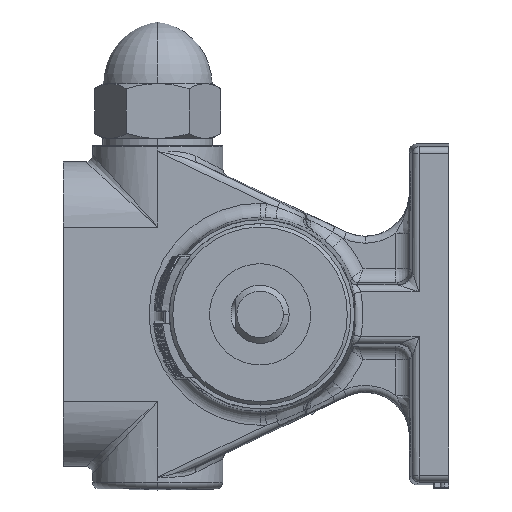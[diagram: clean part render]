
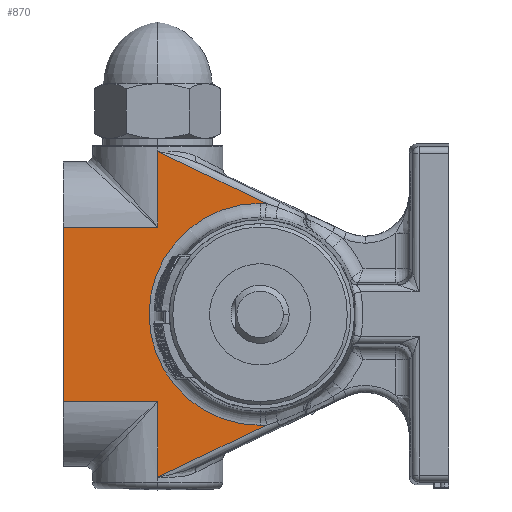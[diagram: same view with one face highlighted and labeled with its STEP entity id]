
A CAD part, left-side view. The second image highlights one B-rep face of the part: STEP entity #870.
In plain terms, the highlighted planar face has unit normal (-1, 0, 0).
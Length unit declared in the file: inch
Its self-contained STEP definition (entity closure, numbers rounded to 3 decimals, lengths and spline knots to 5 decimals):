
#273 = EDGE_CURVE ( 'NONE', #24111, #11643, #13687, .T. ) ;
#326 = DIRECTION ( 'NONE',  ( 0., 0., 1. ) ) ;
#559 = CARTESIAN_POINT ( 'NONE',  ( -1.44, -0.11819, -0.92132 ) ) ;
#870 = ADVANCED_FACE ( 'NONE', ( #7952 ), #15152, .T. ) ;
#1213 = CARTESIAN_POINT ( 'NONE',  ( -1.44, 0.88, -1.46273 ) ) ;
#1236 = CARTESIAN_POINT ( 'NONE',  ( -1.44, 0.89918, 1.40957 ) ) ;
#1758 = EDGE_CURVE ( 'NONE', #17098, #10366, #7545, .T. ) ;
#2216 = ORIENTED_EDGE ( 'NONE', *, *, #273, .T. ) ;
#2362 = VECTOR ( 'NONE', #18200, 39.37008 ) ;
#2488 = EDGE_CURVE ( 'NONE', #27616, #24797, #15150, .T. ) ;
#3536 = EDGE_LOOP ( 'NONE', ( #5806, #9272, #10920, #14394, #12720, #27688, #7473, #2216, #16175, #5935 ) ) ;
#4002 = DIRECTION ( 'NONE',  ( -1., 0., 0. ) ) ;
#4959 = CARTESIAN_POINT ( 'NONE',  ( -1.44, 1.69, 0.75 ) ) ;
#5077 = CARTESIAN_POINT ( 'NONE',  ( -1.44, -0.05293, 0.95264 ) ) ;
#5241 = VECTOR ( 'NONE', #8779, 39.37008 ) ;
#5602 = CARTESIAN_POINT ( 'NONE',  ( -1.44, 0., -0.95411 ) ) ;
#5806 = ORIENTED_EDGE ( 'NONE', *, *, #2488, .F. ) ;
#5899 = LINE ( 'NONE', #1213, #11899 ) ;
#5935 = ORIENTED_EDGE ( 'NONE', *, *, #15474, .T. ) ;
#6108 = LINE ( 'NONE', #1236, #23409 ) ;
#6144 = EDGE_CURVE ( 'NONE', #27616, #17098, #11287, .T. ) ;
#6567 = VERTEX_POINT ( 'NONE', #8240 ) ;
#7411 = LINE ( 'NONE', #18280, #14160 ) ;
#7473 = ORIENTED_EDGE ( 'NONE', *, *, #12998, .T. ) ;
#7545 = LINE ( 'NONE', #12882, #12853 ) ;
#7621 = EDGE_CURVE ( 'NONE', #10366, #16881, #5899, .T. ) ;
#7952 = FACE_OUTER_BOUND ( 'NONE', #3536, .T. ) ;
#8240 = CARTESIAN_POINT ( 'NONE',  ( -1.44, -0.05293, -0.95264 ) ) ;
#8417 = DIRECTION ( 'NONE',  ( 1., 0., 0. ) ) ;
#8779 = DIRECTION ( 'NONE',  ( 0., 0., -1. ) ) ;
#9247 = CARTESIAN_POINT ( 'NONE',  ( -1.44, 1.69, -0.75 ) ) ;
#9272 = ORIENTED_EDGE ( 'NONE', *, *, #6144, .T. ) ;
#9657 = VECTOR ( 'NONE', #18648, 39.37008 ) ;
#9994 = CIRCLE ( 'NONE', #23365, 0.95411 ) ;
#10319 = DIRECTION ( 'NONE',  ( 0., 0., -1. ) ) ;
#10366 = VERTEX_POINT ( 'NONE', #13294 ) ;
#10386 = AXIS2_PLACEMENT_3D ( 'NONE', #21962, #8417, #326 ) ;
#10920 = ORIENTED_EDGE ( 'NONE', *, *, #1758, .T. ) ;
#10949 = CARTESIAN_POINT ( 'NONE',  ( -1.44, 0.88, 0.75 ) ) ;
#11287 = LINE ( 'NONE', #22312, #5241 ) ;
#11389 = CARTESIAN_POINT ( 'NONE',  ( -1.44, 0., 0.95411 ) ) ;
#11643 = VERTEX_POINT ( 'NONE', #5077 ) ;
#11899 = VECTOR ( 'NONE', #10319, 39.37008 ) ;
#12128 = CIRCLE ( 'NONE', #10386, 0.95411 ) ;
#12651 = DIRECTION ( 'NONE',  ( 0., -1., 0. ) ) ;
#12720 = ORIENTED_EDGE ( 'NONE', *, *, #23312, .T. ) ;
#12809 = CARTESIAN_POINT ( 'NONE',  ( -1.44, 0., 0. ) ) ;
#12853 = VECTOR ( 'NONE', #12651, 39.37008 ) ;
#12882 = CARTESIAN_POINT ( 'NONE',  ( -1.44, 1.76, -0.75 ) ) ;
#12998 = EDGE_CURVE ( 'NONE', #24566, #24111, #12128, .T. ) ;
#13294 = CARTESIAN_POINT ( 'NONE',  ( -1.44, 0.88, -0.75 ) ) ;
#13386 = EDGE_CURVE ( 'NONE', #11643, #27021, #6108, .T. ) ;
#13687 = CIRCLE ( 'NONE', #21138, 0.95411 ) ;
#14160 = VECTOR ( 'NONE', #29305, 39.37008 ) ;
#14394 = ORIENTED_EDGE ( 'NONE', *, *, #7621, .T. ) ;
#15123 = DIRECTION ( 'NONE',  ( 0., 0., 1. ) ) ;
#15150 = LINE ( 'NONE', #16238, #2362 ) ;
#15152 = PLANE ( 'NONE',  #23574 ) ;
#15474 = EDGE_CURVE ( 'NONE', #27021, #24797, #7411, .T. ) ;
#16175 = ORIENTED_EDGE ( 'NONE', *, *, #13386, .T. ) ;
#16238 = CARTESIAN_POINT ( 'NONE',  ( -1.44, 1.76, 0.75 ) ) ;
#16881 = VERTEX_POINT ( 'NONE', #17468 ) ;
#17098 = VERTEX_POINT ( 'NONE', #9247 ) ;
#17468 = CARTESIAN_POINT ( 'NONE',  ( -1.44, 0.88, -1.40037 ) ) ;
#18200 = DIRECTION ( 'NONE',  ( 0., -1., 0. ) ) ;
#18280 = CARTESIAN_POINT ( 'NONE',  ( -1.44, 0.88, -1.46273 ) ) ;
#18648 = DIRECTION ( 'NONE',  ( 0., -0.902, 0.433 ) ) ;
#21138 = AXIS2_PLACEMENT_3D ( 'NONE', #27505, #25127, #27683 ) ;
#21962 = CARTESIAN_POINT ( 'NONE',  ( -1.44, 0., 0. ) ) ;
#22312 = CARTESIAN_POINT ( 'NONE',  ( -1.44, 1.69, 0. ) ) ;
#22419 = LINE ( 'NONE', #559, #9657 ) ;
#23312 = EDGE_CURVE ( 'NONE', #16881, #6567, #22419, .T. ) ;
#23365 = AXIS2_PLACEMENT_3D ( 'NONE', #12809, #28619, #15123 ) ;
#23409 = VECTOR ( 'NONE', #24280, 39.37008 ) ;
#23537 = EDGE_CURVE ( 'NONE', #6567, #24566, #9994, .T. ) ;
#23574 = AXIS2_PLACEMENT_3D ( 'NONE', #26367, #4002, #26059 ) ;
#24111 = VERTEX_POINT ( 'NONE', #11389 ) ;
#24280 = DIRECTION ( 'NONE',  ( 0., 0.902, 0.433 ) ) ;
#24566 = VERTEX_POINT ( 'NONE', #5602 ) ;
#24797 = VERTEX_POINT ( 'NONE', #10949 ) ;
#25127 = DIRECTION ( 'NONE',  ( 1., 0., 0. ) ) ;
#26059 = DIRECTION ( 'NONE',  ( 0., 0., 1. ) ) ;
#26367 = CARTESIAN_POINT ( 'NONE',  ( -1.44, 0., 0. ) ) ;
#27021 = VERTEX_POINT ( 'NONE', #28126 ) ;
#27505 = CARTESIAN_POINT ( 'NONE',  ( -1.44, 0., 0. ) ) ;
#27616 = VERTEX_POINT ( 'NONE', #4959 ) ;
#27683 = DIRECTION ( 'NONE',  ( 0., 0., 1. ) ) ;
#27688 = ORIENTED_EDGE ( 'NONE', *, *, #23537, .T. ) ;
#28126 = CARTESIAN_POINT ( 'NONE',  ( -1.44, 0.88, 1.40037 ) ) ;
#28619 = DIRECTION ( 'NONE',  ( 1., 0., 0. ) ) ;
#29305 = DIRECTION ( 'NONE',  ( 0., 0., -1. ) ) ;
